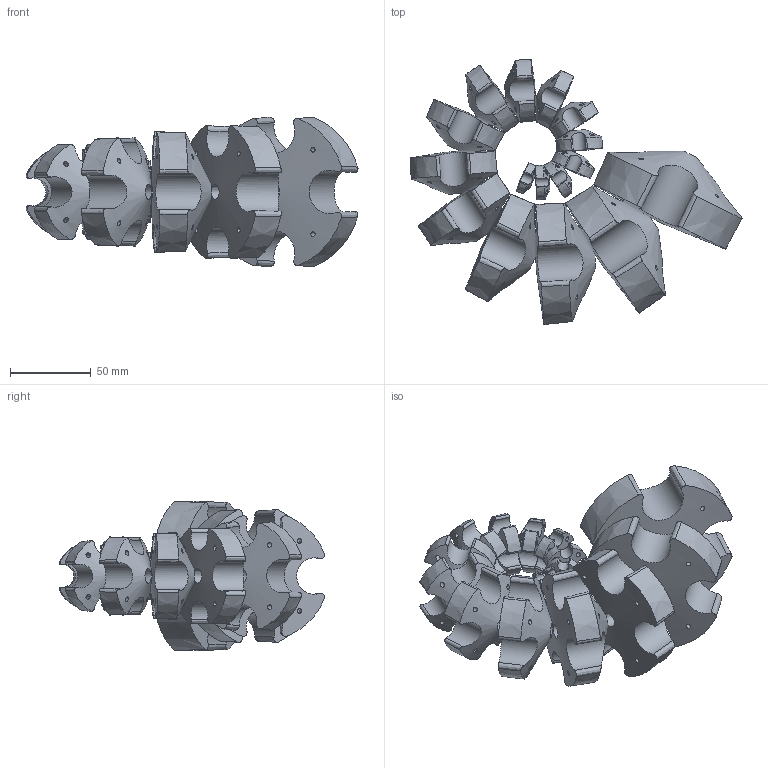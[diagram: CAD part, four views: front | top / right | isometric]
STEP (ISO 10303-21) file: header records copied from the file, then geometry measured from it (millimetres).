
FILE_DESCRIPTION(/* description */ ('STEP AP242','CAx-IF Rec.Pracs.---Representation and Presentation of Product Manufacturing Information (PMI)---4.0---2014-10-13','CAx-IF Rec.Pracs.---3D Tessellated Geometry---0.4---2014-09-14','2;1'),/* implementation_level */ '2;1');
FILE_NAME(/* name */ '6874e93ac98a3d674d557390',/* time_stamp */ '2025-07-14T11:25:47Z',/* author */ (''),/* organization */ (''),/* preprocessor_version */ 'ST-DEVELOPER v20',/* originating_system */ 'ONSHAPE BY PTC INC, 1.200',/* authorisation */ ' ');
FILE_SCHEMA (('AP242_MANAGED_MODEL_BASED_3D_ENGINEERING_MIM_LF { 1 0 10303 442 1 1 4 }'));
Length unit declared in the file: metre
Products named in the file (16): Part 21; Part 20; Part 19; Part 18; Part 17; Part 16; Part 15; Part 14; Part 13; Part 12; Part 11; Part 10; Part 9; Part 8; Part 2 3D; Part 1 3D
Bounding box: 205.58 x 164.24 x 92.67 mm (x, y, z)
Volume: 564150.3 mm3; surface area: 124617.4 mm2
Topology: 16 solids, 16 shells, 374 faces, 1168 edges, 794 vertices
Faces by surface type: cylinder 146, bspline 128, cone 100
Full cylindrical faces by diameter (mm): 2.845 x64, 8.89 x14
Entity records: 15886 total; most frequent: CARTESIAN_POINT 7976, ORIENTED_EDGE 1872, EDGE_CURVE 936, DIRECTION 836, B_SPLINE_CURVE_WITH_KNOTS 776, VERTEX_POINT 676, EDGE_LOOP 608, FACE_BOUND 608
